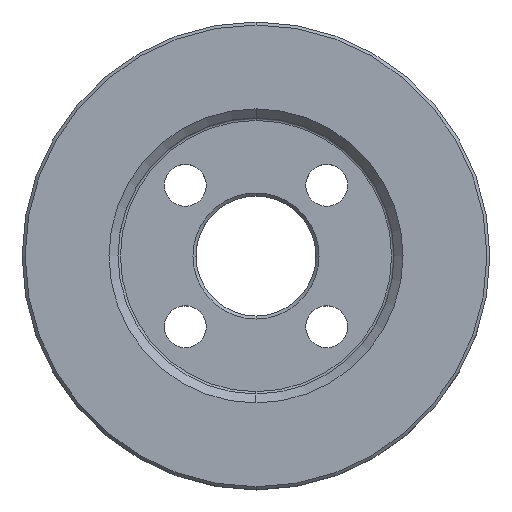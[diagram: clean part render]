
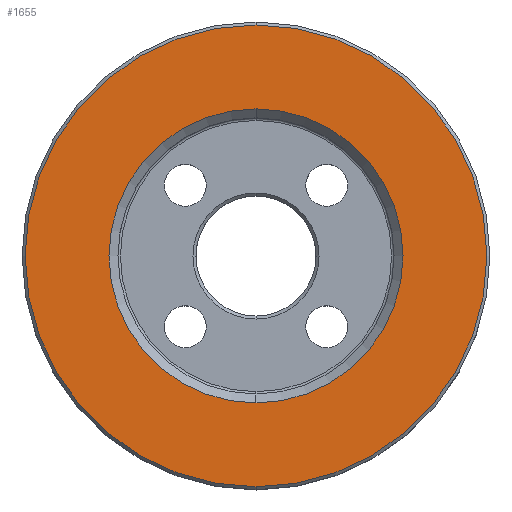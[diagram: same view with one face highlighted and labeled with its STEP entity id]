
A CAD part, top view. The second image highlights one B-rep face of the part: STEP entity #1655.
In plain terms, the highlighted planar face has unit normal (0, 0, 1).
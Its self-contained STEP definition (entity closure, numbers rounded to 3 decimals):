
#502=CARTESIAN_POINT('',(0.,0.,58.));
#503=DIRECTION('',(0.,0.,1.));
#504=DIRECTION('',(0.,1.,0.));
#505=AXIS2_PLACEMENT_3D('',#502,#503,#504);
#507=CARTESIAN_POINT('',(0.,0.,58.));
#508=DIRECTION('',(0.,0.,-1.));
#509=DIRECTION('',(0.,1.,0.));
#510=AXIS2_PLACEMENT_3D('',#507,#508,#509);
#512=CARTESIAN_POINT('',(0.,0.,
58.));
#513=DIRECTION('',(0.,0.,-1.));
#514=DIRECTION('',(0.,-1.,0.));
#515=AXIS2_PLACEMENT_3D('',#512,#513,#514);
#517=CARTESIAN_POINT('',(0.,0.,58.));
#518=DIRECTION('',(0.,0.,-1.));
#519=DIRECTION('',(0.,1.,0.));
#520=AXIS2_PLACEMENT_3D('',#517,#518,#519);
#872=CARTESIAN_POINT('',(0.,76.95,58.));
#873=VERTEX_POINT('',#872);
#874=CARTESIAN_POINT('',(0.,-76.95,58.));
#875=VERTEX_POINT('',#874);
#1044=CARTESIAN_POINT('',(0.,-49.,
58.));
#1045=CARTESIAN_POINT('',(0.,49.,58.));
#1046=VERTEX_POINT('',#1044);
#1047=VERTEX_POINT('',#1045);
#1640=CARTESIAN_POINT('',(0.,0.,58.));
#1641=DIRECTION('',(0.,0.,-1.));
#1642=DIRECTION('',(0.,-1.,0.));
#1643=AXIS2_PLACEMENT_3D('',#1640,#1641,#1642);
#1644=PLANE('',#1643);
#1645=ORIENTED_EDGE('',*,*,#1619,.F.);
#1646=ORIENTED_EDGE('',*,*,#1635,.T.);
#1647=EDGE_LOOP('',(#1645,#1646));
#1648=FACE_OUTER_BOUND('',#1647,.F.);
#1650=ORIENTED_EDGE('',*,*,#1649,.F.);
#1652=ORIENTED_EDGE('',*,*,#1651,.F.);
#1653=EDGE_LOOP('',(#1650,#1652));
#1654=FACE_BOUND('',#1653,.F.);
#1655=ADVANCED_FACE('',(#1648,#1654),#1644,.F.);
#506=CIRCLE('',#505,76.95);
#511=CIRCLE('',#510,76.95);
#516=CIRCLE('',#515,49.);
#521=CIRCLE('',#520,49.);
#1619=EDGE_CURVE('',#873,#875,#506,.T.);
#1635=EDGE_CURVE('',#873,#875,#511,.T.);
#1649=EDGE_CURVE('',#1046,#1047,#516,.T.);
#1651=EDGE_CURVE('',#1047,#1046,#521,.T.);
